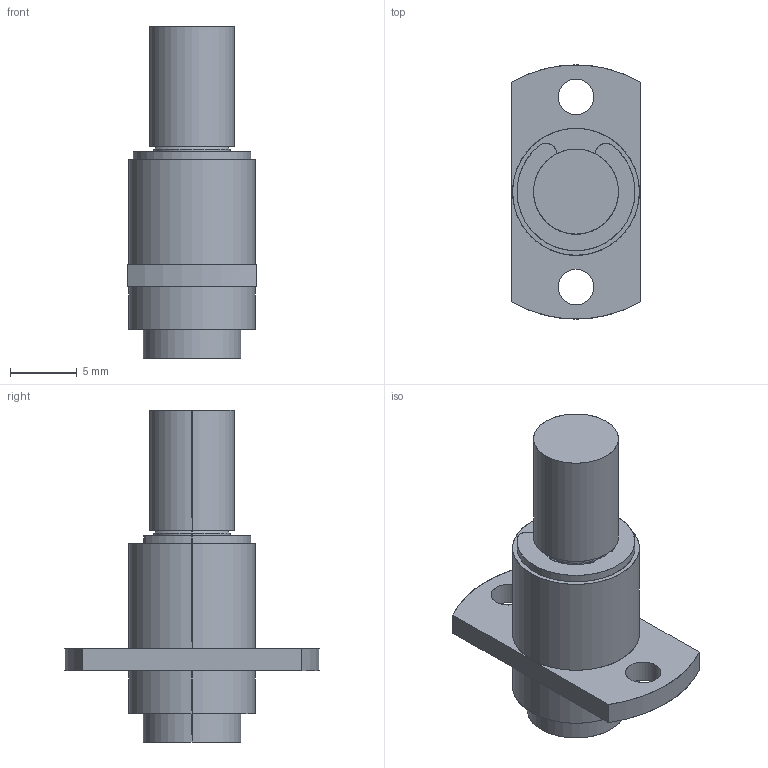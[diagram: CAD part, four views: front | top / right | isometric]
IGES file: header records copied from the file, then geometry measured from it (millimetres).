
Start section: SolidWorks IGES file using analytic representation for surfaces
Global section: file name: R128.268.701.IGS; native system: SolidWorks 2011; preprocessor: SolidWorks 2011; author: RAYMOND_g; date: 120426.144637; units: millimetre
Bounding box: 9.6 x 19 x 24.8 mm (x, y, z)
Surface area: 1823.5 mm2 (no closed solid volume)
Topology: 0 solids, 0 shells, 155 faces, 1924 edges, 1924 vertices
Faces by surface type: revolution 102, bspline 53
